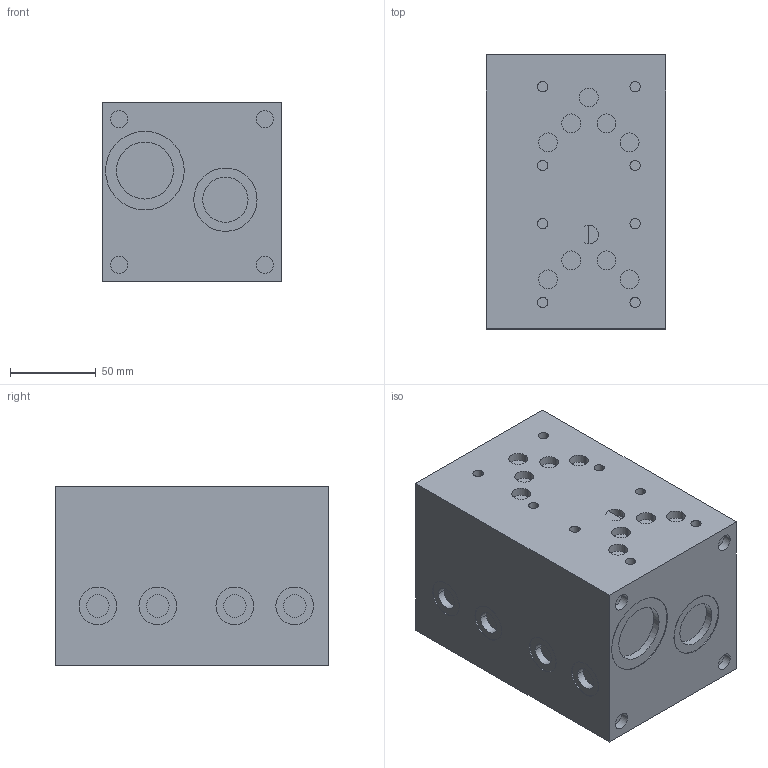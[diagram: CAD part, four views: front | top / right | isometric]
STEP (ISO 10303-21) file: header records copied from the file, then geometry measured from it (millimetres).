
FILE_DESCRIPTION( ( 'STEP AP214' ), '1' );
FILE_NAME( 'tmp0.step', '2010-03-25T17:47:19', ( ' ' ), ( ' ' ), 'XStep 1.0', ' ', ' ' );
FILE_SCHEMA( ( 'automotive_design' ) );
Length unit declared in the file: millimetre
Products named in the file (1): 1
Bounding box: 105 x 160 x 105 mm (x, y, z)
Volume: 1723544.7 mm3; surface area: 97763.7 mm2
Topology: 1 solids, 1 shells, 157 faces, 320 edges, 215 vertices
Faces by surface type: cylinder 100, plane 57
Entity records: 8197 total; most frequent: DIRECTION 843, STYLED_ITEM 693, PRESENTATION_STYLE_ASSIGNMENT 693, CARTESIAN_POINT 693, COLOUR_RGB 693, ORIENTED_EDGE 640, AXIS2_PLACEMENT_3D 365, EDGE_CURVE 320
